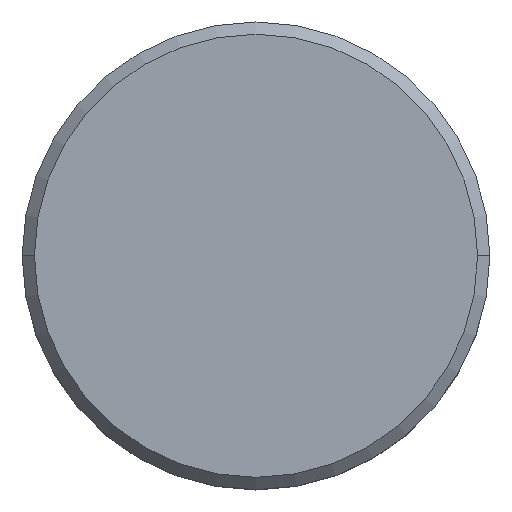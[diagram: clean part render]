
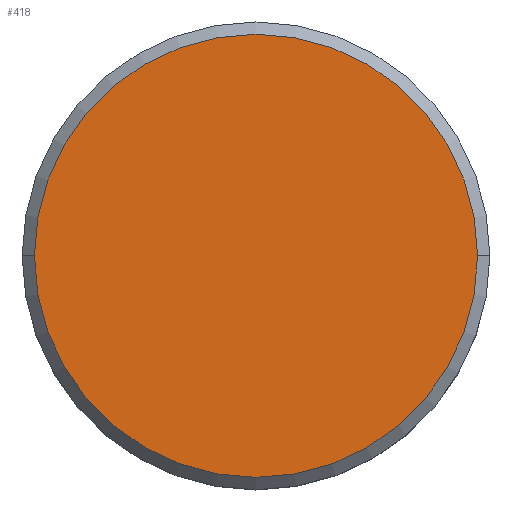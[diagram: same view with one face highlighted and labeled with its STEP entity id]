
A CAD part, top view. The second image highlights one B-rep face of the part: STEP entity #418.
In plain terms, the highlighted planar face has unit normal (0, 0, 1).
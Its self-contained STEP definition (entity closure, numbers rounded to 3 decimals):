
#120 = PLANE ( 'NONE',  #232 ) ;
#135 = FACE_OUTER_BOUND ( 'NONE', #343, .T. ) ;
#167 = AXIS2_PLACEMENT_3D ( 'NONE', #367, #284, #321 ) ;
#185 = CIRCLE ( 'NONE', #511, 9. ) ;
#212 = VERTEX_POINT ( 'NONE', #417 ) ;
#232 = AXIS2_PLACEMENT_3D ( 'NONE', #477, #387, #528 ) ;
#250 = CIRCLE ( 'NONE', #167, 9. ) ;
#284 = DIRECTION ( 'NONE',  ( 0., 0., 1. ) ) ;
#295 = CARTESIAN_POINT ( 'NONE',  ( 0., 0., 0. ) ) ;
#314 = DIRECTION ( 'NONE',  ( 1., 0., 0. ) ) ;
#316 = ORIENTED_EDGE ( 'NONE', *, *, #351, .T. ) ;
#321 = DIRECTION ( 'NONE',  ( 1., 0., 0. ) ) ;
#343 = EDGE_LOOP ( 'NONE', ( #555, #316 ) ) ;
#344 = DIRECTION ( 'NONE',  ( 0., 0., 1. ) ) ;
#351 = EDGE_CURVE ( 'NONE', #525, #212, #185, .T. ) ;
#367 = CARTESIAN_POINT ( 'NONE',  ( 0., 0., 0. ) ) ;
#387 = DIRECTION ( 'NONE',  ( 0., 0., 1. ) ) ;
#417 = CARTESIAN_POINT ( 'NONE',  ( -9., 0., 0. ) ) ;
#418 = ADVANCED_FACE ( 'NONE', ( #135 ), #120, .T. ) ;
#477 = CARTESIAN_POINT ( 'NONE',  ( 0., 0., 0. ) ) ;
#511 = AXIS2_PLACEMENT_3D ( 'NONE', #295, #344, #314 ) ;
#525 = VERTEX_POINT ( 'NONE', #545 ) ;
#528 = DIRECTION ( 'NONE',  ( 1., 0., 0. ) ) ;
#545 = CARTESIAN_POINT ( 'NONE',  ( 9., 0., 0. ) ) ;
#550 = EDGE_CURVE ( 'NONE', #212, #525, #250, .T. ) ;
#555 = ORIENTED_EDGE ( 'NONE', *, *, #550, .T. ) ;
